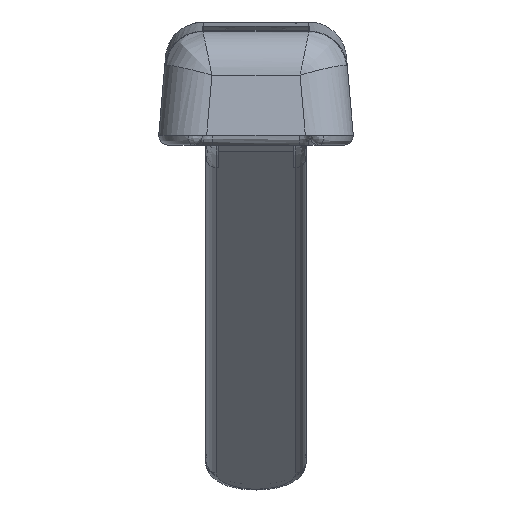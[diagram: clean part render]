
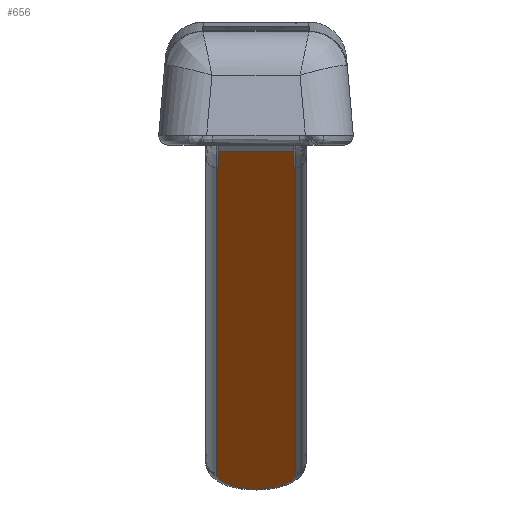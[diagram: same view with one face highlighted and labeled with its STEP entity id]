
A CAD part, front view. The second image highlights one B-rep face of the part: STEP entity #656.
In plain terms, the highlighted planar face has unit normal (0, -0.412, -0.911).
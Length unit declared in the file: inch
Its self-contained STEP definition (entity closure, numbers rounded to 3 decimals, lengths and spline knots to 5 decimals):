
#315=FACE_OUTER_BOUND('',#1272,.T.);
#656=ADVANCED_FACE('',(#315),#980,.T.);
#980=PLANE('',#6008);
#1272=EDGE_LOOP('',(#1855,#1856,#1857,#1858,#1859,#1860,#1861,#1862));
#1855=ORIENTED_EDGE('',*,*,#3867,.T.);
#1856=ORIENTED_EDGE('',*,*,#3868,.T.);
#1857=ORIENTED_EDGE('',*,*,#3869,.F.);
#1858=ORIENTED_EDGE('',*,*,#3870,.T.);
#1859=ORIENTED_EDGE('',*,*,#3871,.T.);
#1860=ORIENTED_EDGE('',*,*,#3872,.T.);
#1861=ORIENTED_EDGE('',*,*,#3873,.T.);
#1862=ORIENTED_EDGE('',*,*,#3874,.T.);
#3325=VERTEX_POINT('',#8218);
#3326=VERTEX_POINT('',#8219);
#3327=VERTEX_POINT('',#8221);
#3328=VERTEX_POINT('',#8223);
#3329=VERTEX_POINT('',#8225);
#3330=VERTEX_POINT('',#8227);
#3331=VERTEX_POINT('',#8232);
#3332=VERTEX_POINT('',#8234);
#3867=EDGE_CURVE('',#3325,#3326,#4828,.T.);
#3868=EDGE_CURVE('',#3326,#3327,#4829,.T.);
#3869=EDGE_CURVE('',#3328,#3327,#4830,.T.);
#3870=EDGE_CURVE('',#3328,#3329,#4831,.T.);
#3871=EDGE_CURVE('',#3329,#3330,#4832,.T.);
#3872=EDGE_CURVE('',#3330,#3331,#4608,.T.);
#3873=EDGE_CURVE('',#3331,#3332,#4833,.T.);
#3874=EDGE_CURVE('',#3332,#3325,#4834,.T.);
#4608=(
BOUNDED_CURVE()
B_SPLINE_CURVE(3,(#8228,#8229,#8230,#8231),.UNSPECIFIED.,.F.,.F.)
B_SPLINE_CURVE_WITH_KNOTS((4,4),(0.,1.),.UNSPECIFIED.)
CURVE()
GEOMETRIC_REPRESENTATION_ITEM()
RATIONAL_B_SPLINE_CURVE((1.,0.333,0.333,1.))
REPRESENTATION_ITEM('')
);
#4828=LINE('',#8217,#5408);
#4829=LINE('',#8220,#5409);
#4830=LINE('',#8222,#5410);
#4831=LINE('',#8224,#5411);
#4832=LINE('',#8226,#5412);
#4833=LINE('',#8233,#5413);
#4834=LINE('',#8235,#5414);
#5408=VECTOR('',#6359,1.);
#5409=VECTOR('',#6360,1.);
#5410=VECTOR('',#6361,1.);
#5411=VECTOR('',#6362,1.);
#5412=VECTOR('',#6363,1.);
#5413=VECTOR('',#6364,1.);
#5414=VECTOR('',#6365,1.);
#6008=AXIS2_PLACEMENT_3D('',#8236,#6366,#6367);
#6359=DIRECTION('',(0.,-0.911,0.412));
#6360=DIRECTION('',(-1.,0.,0.));
#6361=DIRECTION('',(0.,-0.911,0.412));
#6362=DIRECTION('',(-1.,0.,0.));
#6363=DIRECTION('',(0.,0.911,-0.412));
#6364=DIRECTION('',(0.,-0.911,0.412));
#6365=DIRECTION('',(-1.,0.,0.));
#6366=DIRECTION('',(0.,-0.412,-0.911));
#6367=DIRECTION('',(0.,0.911,-0.412));
#8217=CARTESIAN_POINT('',(0.132,5.04394,0.01326));
#8218=CARTESIAN_POINT('',(0.132,5.14322,-0.03161));
#8219=CARTESIAN_POINT('',(0.132,5.10829,-0.01582));
#8220=CARTESIAN_POINT('',(0.046,5.10829,-0.01582));
#8221=CARTESIAN_POINT('',(0.058,5.10829,-0.01582));
#8222=CARTESIAN_POINT('',(0.058,5.09349,-0.00914));
#8223=CARTESIAN_POINT('',(0.058,5.14322,-0.03161));
#8224=CARTESIAN_POINT('',(0.046,5.14322,-0.03161));
#8225=CARTESIAN_POINT('',(0.056,5.14322,-0.03161));
#8226=CARTESIAN_POINT('',(0.056,5.09349,-0.00914));
#8227=CARTESIAN_POINT('',(0.056,5.8028,-0.32975));
#8228=CARTESIAN_POINT('',(0.056,5.8028,-0.32975));
#8229=CARTESIAN_POINT('',(0.056,5.87299,-0.36147));
#8230=CARTESIAN_POINT('',(0.134,5.87299,-0.36147));
#8231=CARTESIAN_POINT('',(0.134,5.8028,-0.32975));
#8232=CARTESIAN_POINT('',(0.134,5.8028,-0.32975));
#8233=CARTESIAN_POINT('',(0.134,5.09349,-0.00914));
#8234=CARTESIAN_POINT('',(0.134,5.14322,-0.03161));
#8235=CARTESIAN_POINT('',(0.132,5.14322,-0.03161));
#8236=CARTESIAN_POINT('',(0.046,5.09349,-0.00914));
